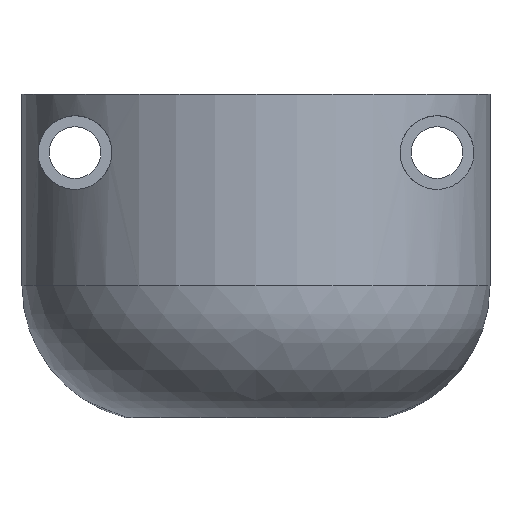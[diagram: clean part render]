
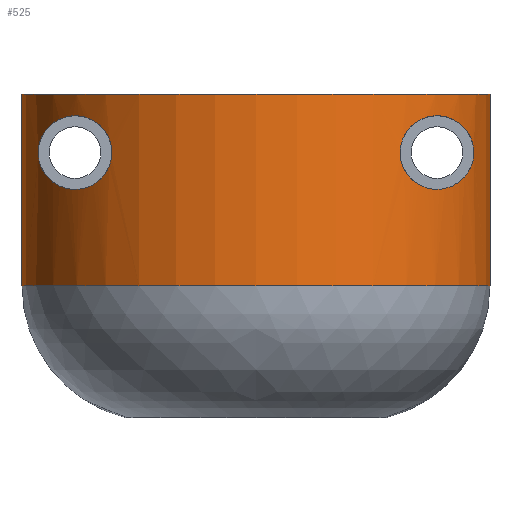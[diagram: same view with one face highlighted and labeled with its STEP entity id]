
A CAD part, front view. The second image highlights one B-rep face of the part: STEP entity #525.
In plain terms, the highlighted cylindrical face has radius 18.1 mm (diameter 36.2 mm), a partial arc.
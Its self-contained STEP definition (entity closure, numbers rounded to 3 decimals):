
#19=B_SPLINE_CURVE_WITH_KNOTS('',3,(#815,#816,#817,#818,#819,#820,#821,
#822,#823,#824,#825,#826,#827,#828,#829,#830,#831,#832,#833,#834),
 .UNSPECIFIED.,.F.,.F.,(4,2,2,2,2,2,2,2,2,4),(0.,0.041,0.082,
0.227,0.434,0.641,0.799,
0.956,1.06,1.165),.UNSPECIFIED.);
#20=B_SPLINE_CURVE_WITH_KNOTS('',3,(#835,#836,#837,#838,#839,#840,#841,
#842,#843,#844,#845,#846,#847,#848,#849,#850,#851,#852,#853,#854),
 .UNSPECIFIED.,.F.,.F.,(4,2,2,2,2,2,2,2,2,4),(1.165,1.269,
1.373,1.531,1.688,1.895,2.102,
2.248,2.288,2.329),.UNSPECIFIED.);
#21=B_SPLINE_CURVE_WITH_KNOTS('',3,(#864,#865,#866,#867,#868,#869,#870,
#871,#872,#873,#874,#875,#876,#877,#878,#879,#880,#881,#882,#883),
 .UNSPECIFIED.,.F.,.F.,(4,2,2,2,2,2,2,2,2,4),(0.,0.104,0.208,
0.366,0.524,0.731,0.938,
1.083,1.124,1.165),.UNSPECIFIED.);
#22=B_SPLINE_CURVE_WITH_KNOTS('',3,(#884,#885,#886,#887,#888,#889,#890,
#891,#892,#893,#894,#895,#896,#897,#898,#899,#900,#901,#902,#903),
 .UNSPECIFIED.,.F.,.F.,(4,2,2,2,2,2,2,2,2,4),(1.165,1.205,
1.246,1.392,1.598,1.805,1.963,
2.121,2.225,2.329),.UNSPECIFIED.);
#27=FACE_BOUND('',#94,.T.);
#28=FACE_BOUND('',#95,.T.);
#40=CYLINDRICAL_SURFACE('',#579,18.1);
#59=FACE_OUTER_BOUND('',#93,.T.);
#93=EDGE_LOOP('',(#379,#380,#381,#382));
#94=EDGE_LOOP('',(#383,#384));
#95=EDGE_LOOP('',(#385,#386));
#136=CIRCLE('',#580,18.1);
#137=CIRCLE('',#581,18.1);
#167=LINE('',#907,#203);
#168=LINE('',#911,#204);
#203=VECTOR('',#664,10.);
#204=VECTOR('',#667,10.);
#241=VERTEX_POINT('',#812);
#242=VERTEX_POINT('',#814);
#245=VERTEX_POINT('',#861);
#246=VERTEX_POINT('',#863);
#247=VERTEX_POINT('',#905);
#248=VERTEX_POINT('',#906);
#249=VERTEX_POINT('',#908);
#250=VERTEX_POINT('',#910);
#293=EDGE_CURVE('',#242,#241,#19,.T.);
#294=EDGE_CURVE('',#241,#242,#20,.T.);
#298=EDGE_CURVE('',#246,#245,#21,.T.);
#299=EDGE_CURVE('',#245,#246,#22,.T.);
#300=EDGE_CURVE('',#247,#248,#167,.T.);
#301=EDGE_CURVE('',#249,#247,#136,.T.);
#302=EDGE_CURVE('',#250,#249,#168,.T.);
#303=EDGE_CURVE('',#248,#250,#137,.T.);
#379=ORIENTED_EDGE('',*,*,#300,.F.);
#380=ORIENTED_EDGE('',*,*,#301,.F.);
#381=ORIENTED_EDGE('',*,*,#302,.F.);
#382=ORIENTED_EDGE('',*,*,#303,.F.);
#383=ORIENTED_EDGE('',*,*,#293,.T.);
#384=ORIENTED_EDGE('',*,*,#294,.T.);
#385=ORIENTED_EDGE('',*,*,#298,.T.);
#386=ORIENTED_EDGE('',*,*,#299,.T.);
#525=ADVANCED_FACE('',(#59,#27,#28),#40,.T.);
#579=AXIS2_PLACEMENT_3D('',#904,#662,#663);
#580=AXIS2_PLACEMENT_3D('',#909,#665,#666);
#581=AXIS2_PLACEMENT_3D('',#912,#668,#669);
#662=DIRECTION('center_axis',(0.,0.,1.));
#663=DIRECTION('ref_axis',(1.,0.,0.));
#664=DIRECTION('',(0.,0.,-1.));
#665=DIRECTION('center_axis',(0.,0.,1.));
#666=DIRECTION('ref_axis',(1.,0.,0.));
#667=DIRECTION('',(0.,0.,1.));
#668=DIRECTION('center_axis',(0.,0.,-1.));
#669=DIRECTION('ref_axis',(-1.,0.,0.));
#812=CARTESIAN_POINT('',(11.15,-20.258,20.5));
#814=CARTESIAN_POINT('',(16.85,-12.61,20.5));
#815=CARTESIAN_POINT('Ctrl Pts',(16.85,-12.61,20.5));
#816=CARTESIAN_POINT('Ctrl Pts',(16.85,-12.61,20.364));
#817=CARTESIAN_POINT('Ctrl Pts',(16.84,-12.637,20.22));
#818=CARTESIAN_POINT('Ctrl Pts',(16.8,-12.737,19.949));
#819=CARTESIAN_POINT('Ctrl Pts',(16.771,-12.809,19.822));
#820=CARTESIAN_POINT('Ctrl Pts',(16.628,-13.155,19.327));
#821=CARTESIAN_POINT('Ctrl Pts',(16.437,-13.59,18.991));
#822=CARTESIAN_POINT('Ctrl Pts',(15.987,-14.508,18.412));
#823=CARTESIAN_POINT('Ctrl Pts',(15.65,-15.122,18.136));
#824=CARTESIAN_POINT('Ctrl Pts',(14.876,-16.337,17.754));
#825=CARTESIAN_POINT('Ctrl Pts',(14.437,-16.939,17.65));
#826=CARTESIAN_POINT('Ctrl Pts',(13.667,-17.878,17.65));
#827=CARTESIAN_POINT('Ctrl Pts',(13.285,-18.304,17.711));
#828=CARTESIAN_POINT('Ctrl Pts',(12.532,-19.071,18.023));
#829=CARTESIAN_POINT('Ctrl Pts',(12.161,-19.411,18.275));
#830=CARTESIAN_POINT('Ctrl Pts',(11.661,-19.845,18.844));
#831=CARTESIAN_POINT('Ctrl Pts',(11.474,-19.999,19.134));
#832=CARTESIAN_POINT('Ctrl Pts',(11.218,-20.205,19.789));
#833=CARTESIAN_POINT('Ctrl Pts',(11.15,-20.258,20.153));
#834=CARTESIAN_POINT('Ctrl Pts',(11.15,-20.258,20.5));
#835=CARTESIAN_POINT('Ctrl Pts',(11.15,-20.258,20.5));
#836=CARTESIAN_POINT('Ctrl Pts',(11.15,-20.258,20.847));
#837=CARTESIAN_POINT('Ctrl Pts',(11.218,-20.205,21.211));
#838=CARTESIAN_POINT('Ctrl Pts',(11.474,-19.999,21.866));
#839=CARTESIAN_POINT('Ctrl Pts',(11.661,-19.845,22.156));
#840=CARTESIAN_POINT('Ctrl Pts',(12.161,-19.411,22.725));
#841=CARTESIAN_POINT('Ctrl Pts',(12.532,-19.071,22.977));
#842=CARTESIAN_POINT('Ctrl Pts',(13.285,-18.304,23.289));
#843=CARTESIAN_POINT('Ctrl Pts',(13.667,-17.878,23.35));
#844=CARTESIAN_POINT('Ctrl Pts',(14.437,-16.939,23.35));
#845=CARTESIAN_POINT('Ctrl Pts',(14.876,-16.337,23.246));
#846=CARTESIAN_POINT('Ctrl Pts',(15.65,-15.122,22.864));
#847=CARTESIAN_POINT('Ctrl Pts',(15.987,-14.508,22.588));
#848=CARTESIAN_POINT('Ctrl Pts',(16.437,-13.59,22.009));
#849=CARTESIAN_POINT('Ctrl Pts',(16.628,-13.155,21.673));
#850=CARTESIAN_POINT('Ctrl Pts',(16.771,-12.809,21.178));
#851=CARTESIAN_POINT('Ctrl Pts',(16.8,-12.737,21.051));
#852=CARTESIAN_POINT('Ctrl Pts',(16.84,-12.637,20.78));
#853=CARTESIAN_POINT('Ctrl Pts',(16.85,-12.61,20.636));
#854=CARTESIAN_POINT('Ctrl Pts',(16.85,-12.61,20.5));
#861=CARTESIAN_POINT('',(-16.85,-12.61,20.5));
#863=CARTESIAN_POINT('',(-11.15,-20.258,20.5));
#864=CARTESIAN_POINT('Ctrl Pts',(-11.15,-20.258,20.5));
#865=CARTESIAN_POINT('Ctrl Pts',(-11.15,-20.258,20.153));
#866=CARTESIAN_POINT('Ctrl Pts',(-11.218,-20.205,19.789));
#867=CARTESIAN_POINT('Ctrl Pts',(-11.474,-19.999,19.134));
#868=CARTESIAN_POINT('Ctrl Pts',(-11.661,-19.845,18.844));
#869=CARTESIAN_POINT('Ctrl Pts',(-12.161,-19.411,18.275));
#870=CARTESIAN_POINT('Ctrl Pts',(-12.532,-19.071,18.023));
#871=CARTESIAN_POINT('Ctrl Pts',(-13.285,-18.304,17.711));
#872=CARTESIAN_POINT('Ctrl Pts',(-13.667,-17.878,17.65));
#873=CARTESIAN_POINT('Ctrl Pts',(-14.437,-16.939,17.65));
#874=CARTESIAN_POINT('Ctrl Pts',(-14.876,-16.337,17.754));
#875=CARTESIAN_POINT('Ctrl Pts',(-15.65,-15.122,18.136));
#876=CARTESIAN_POINT('Ctrl Pts',(-15.987,-14.508,18.412));
#877=CARTESIAN_POINT('Ctrl Pts',(-16.437,-13.59,18.991));
#878=CARTESIAN_POINT('Ctrl Pts',(-16.628,-13.155,19.327));
#879=CARTESIAN_POINT('Ctrl Pts',(-16.771,-12.809,19.822));
#880=CARTESIAN_POINT('Ctrl Pts',(-16.8,-12.737,19.949));
#881=CARTESIAN_POINT('Ctrl Pts',(-16.84,-12.637,20.22));
#882=CARTESIAN_POINT('Ctrl Pts',(-16.85,-12.61,20.364));
#883=CARTESIAN_POINT('Ctrl Pts',(-16.85,-12.61,20.5));
#884=CARTESIAN_POINT('Ctrl Pts',(-16.85,-12.61,20.5));
#885=CARTESIAN_POINT('Ctrl Pts',(-16.85,-12.61,20.636));
#886=CARTESIAN_POINT('Ctrl Pts',(-16.84,-12.637,20.78));
#887=CARTESIAN_POINT('Ctrl Pts',(-16.8,-12.737,21.051));
#888=CARTESIAN_POINT('Ctrl Pts',(-16.771,-12.809,21.178));
#889=CARTESIAN_POINT('Ctrl Pts',(-16.628,-13.155,21.673));
#890=CARTESIAN_POINT('Ctrl Pts',(-16.437,-13.59,22.009));
#891=CARTESIAN_POINT('Ctrl Pts',(-15.987,-14.508,22.588));
#892=CARTESIAN_POINT('Ctrl Pts',(-15.65,-15.122,22.864));
#893=CARTESIAN_POINT('Ctrl Pts',(-14.876,-16.337,23.246));
#894=CARTESIAN_POINT('Ctrl Pts',(-14.437,-16.939,23.35));
#895=CARTESIAN_POINT('Ctrl Pts',(-13.667,-17.878,23.35));
#896=CARTESIAN_POINT('Ctrl Pts',(-13.285,-18.304,23.289));
#897=CARTESIAN_POINT('Ctrl Pts',(-12.532,-19.071,22.977));
#898=CARTESIAN_POINT('Ctrl Pts',(-12.161,-19.411,22.725));
#899=CARTESIAN_POINT('Ctrl Pts',(-11.661,-19.845,22.156));
#900=CARTESIAN_POINT('Ctrl Pts',(-11.474,-19.999,21.866));
#901=CARTESIAN_POINT('Ctrl Pts',(-11.218,-20.205,21.211));
#902=CARTESIAN_POINT('Ctrl Pts',(-11.15,-20.258,20.847));
#903=CARTESIAN_POINT('Ctrl Pts',(-11.15,-20.258,20.5));
#904=CARTESIAN_POINT('Origin',(0.,-6.,0.));
#905=CARTESIAN_POINT('',(18.1,-6.,25.));
#906=CARTESIAN_POINT('',(18.1,-6.,10.198));
#907=CARTESIAN_POINT('',(18.1,-6.,0.));
#908=CARTESIAN_POINT('',(-18.1,-6.,25.));
#909=CARTESIAN_POINT('Origin',(0.,-6.,25.));
#910=CARTESIAN_POINT('',(-18.1,-6.,10.198));
#911=CARTESIAN_POINT('',(-18.1,-6.,0.));
#912=CARTESIAN_POINT('Origin',(0.,-6.,10.198));
